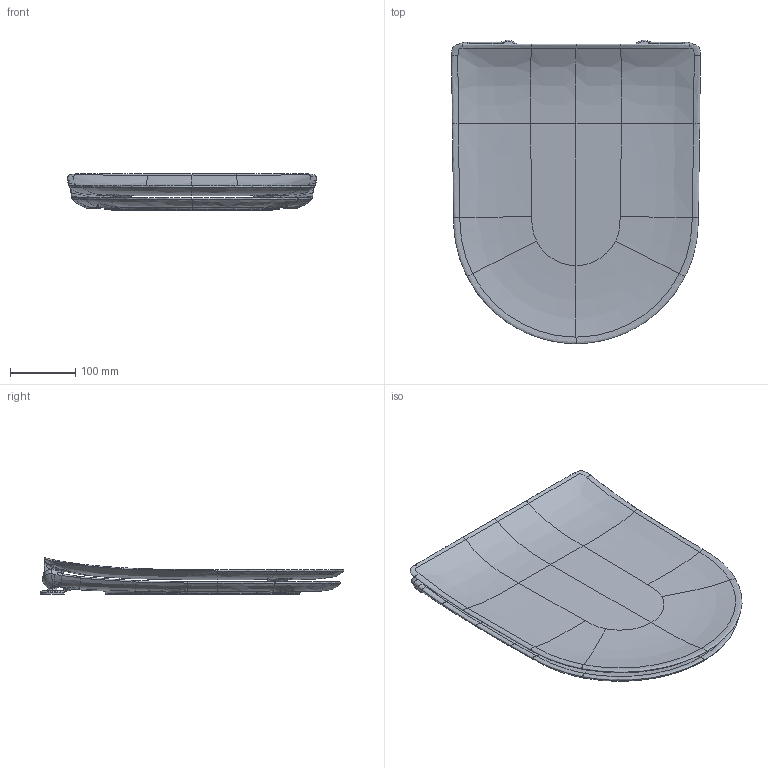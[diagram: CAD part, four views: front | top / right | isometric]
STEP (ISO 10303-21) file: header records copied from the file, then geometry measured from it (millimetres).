
FILE_DESCRIPTION(/* description */ (''),/* implementation_level */ '2;1');
FILE_NAME(/* name */ '002231',/* time_stamp */ '2022-02-10T14:19:34+01:00',/* author */ (''),/* organization */ (''),/* preprocessor_version */ 'ST-DEVELOPER v15',/* originating_system */ '',/* authorisation */ '');
FILE_SCHEMA (('AUTOMOTIVE_DESIGN'));
Length unit declared in the file: millimetre
Products named in the file (1): Document
Bounding box: 382.61 x 466.66 x 56.35 mm (x, y, z)
Volume: 2072432.7 mm3; surface area: 556859.6 mm2
Topology: 6 solids, 6 shells, 531 faces, 1250 edges, 730 vertices
Faces by surface type: bspline 485, plane 46
Entity records: 30951 total; most frequent: CARTESIAN_POINT 23069, ORIENTED_EDGE 2500, EDGE_CURVE 1250, B_SPLINE_CURVE_WITH_KNOTS 1128, VERTEX_POINT 730, EDGE_LOOP 540, ADVANCED_FACE 531, FACE_OUTER_BOUND 531
